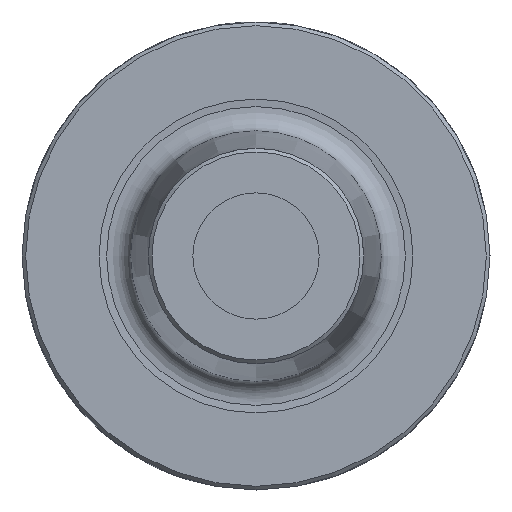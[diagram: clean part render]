
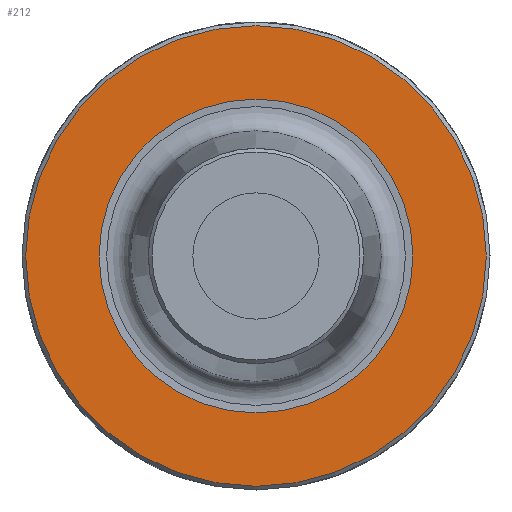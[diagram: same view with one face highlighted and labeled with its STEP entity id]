
A CAD part, left-side view. The second image highlights one B-rep face of the part: STEP entity #212.
In plain terms, the highlighted planar face has unit normal (-1, 0, 0).
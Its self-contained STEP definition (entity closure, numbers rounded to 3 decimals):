
#212=ADVANCED_FACE('',(#275,#276),#232,.F.);
#232=PLANE('',#731);
#275=FACE_BOUND('',#344,.T.);
#276=FACE_BOUND('',#345,.T.);
#344=EDGE_LOOP('',(#494));
#345=EDGE_LOOP('',(#495));
#494=ORIENTED_EDGE('',*,*,#632,.T.);
#495=ORIENTED_EDGE('',*,*,#631,.F.);
#556=VERTEX_POINT('',#1881);
#557=VERTEX_POINT('',#1884);
#631=EDGE_CURVE('',#556,#556,#651,.T.);
#632=EDGE_CURVE('',#557,#557,#652,.T.);
#651=CIRCLE('',#728,21.124);
#652=CIRCLE('',#730,31.);
#728=AXIS2_PLACEMENT_3D('',#1880,#890,#891);
#730=AXIS2_PLACEMENT_3D('',#1883,#894,#895);
#731=AXIS2_PLACEMENT_3D('',#1885,#896,#897);
#890=DIRECTION('',(-1.,0.,0.));
#891=DIRECTION('',(0.,0.,-1.));
#894=DIRECTION('',(-1.,0.,0.));
#895=DIRECTION('',(0.,0.,-1.));
#896=DIRECTION('',(1.,0.,0.));
#897=DIRECTION('',(0.,0.,-1.));
#1880=CARTESIAN_POINT('',(53.,0.,0.));
#1881=CARTESIAN_POINT('',(53.,0.,-21.124));
#1883=CARTESIAN_POINT('',(53.,0.,0.));
#1884=CARTESIAN_POINT('',(53.,0.,-31.));
#1885=CARTESIAN_POINT('',(53.,21.124,0.));
